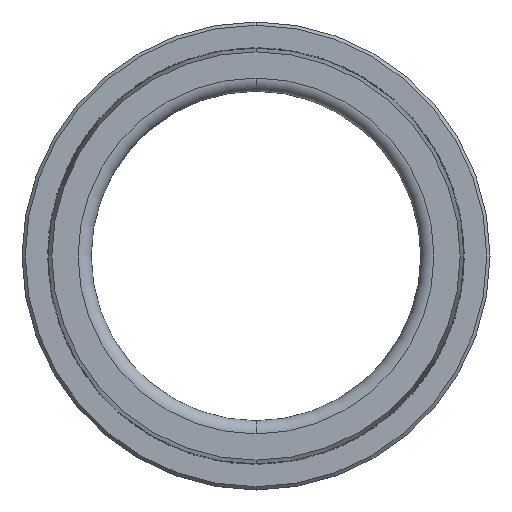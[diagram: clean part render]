
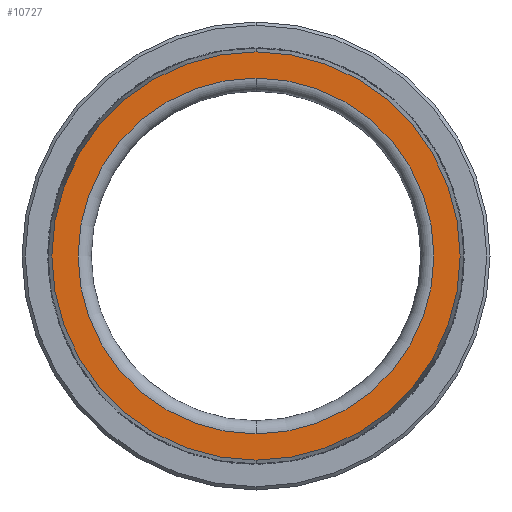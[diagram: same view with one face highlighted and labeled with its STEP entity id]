
A CAD part, front view. The second image highlights one B-rep face of the part: STEP entity #10727.
In plain terms, the highlighted planar face has unit normal (0, -1, 0).
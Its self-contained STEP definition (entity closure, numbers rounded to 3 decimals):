
#190 = FACE_BOUND ( 'NONE', #9647, .T. ) ;
#205 = EDGE_CURVE ( 'NONE', #9829, #5455, #1741, .T. ) ;
#611 = ORIENTED_EDGE ( 'NONE', *, *, #205, .T. ) ;
#888 = DIRECTION ( 'NONE',  ( 0., -1., 0. ) ) ;
#1054 = CARTESIAN_POINT ( 'NONE',  ( 0., -18.071, -30.975 ) ) ;
#1070 = DIRECTION ( 'NONE',  ( 0., -1., 0. ) ) ;
#1129 = CIRCLE ( 'NONE', #7473, 30.975 ) ;
#1345 = DIRECTION ( 'NONE',  ( 0., 0., -1. ) ) ;
#1446 = DIRECTION ( 'NONE',  ( 0., -1., 0. ) ) ;
#1741 = CIRCLE ( 'NONE', #4310, 30.975 ) ;
#2231 = DIRECTION ( 'NONE',  ( 0., -1., 0. ) ) ;
#2362 = CIRCLE ( 'NONE', #7329, 27. ) ;
#2371 = DIRECTION ( 'NONE',  ( 0., 0., -1. ) ) ;
#2961 = AXIS2_PLACEMENT_3D ( 'NONE', #4880, #8492, #10149 ) ;
#4197 = CARTESIAN_POINT ( 'NONE',  ( 0., -18.071, -27. ) ) ;
#4304 = CIRCLE ( 'NONE', #2961, 27. ) ;
#4310 = AXIS2_PLACEMENT_3D ( 'NONE', #9873, #888, #6286 ) ;
#4748 = DIRECTION ( 'NONE',  ( 0., 0., -1. ) ) ;
#4880 = CARTESIAN_POINT ( 'NONE',  ( 0., -18.071, 0. ) ) ;
#5009 = FACE_OUTER_BOUND ( 'NONE', #5435, .T. ) ;
#5435 = EDGE_LOOP ( 'NONE', ( #611, #10818 ) ) ;
#5455 = VERTEX_POINT ( 'NONE', #1054 ) ;
#5650 = CARTESIAN_POINT ( 'NONE',  ( 0., -18.071, 0. ) ) ;
#5804 = EDGE_CURVE ( 'NONE', #5455, #9829, #1129, .T. ) ;
#5938 = CARTESIAN_POINT ( 'NONE',  ( 0., -18.071, 0. ) ) ;
#6010 = VERTEX_POINT ( 'NONE', #9149 ) ;
#6286 = DIRECTION ( 'NONE',  ( 0., 0., -1. ) ) ;
#7329 = AXIS2_PLACEMENT_3D ( 'NONE', #5650, #1070, #4748 ) ;
#7380 = ORIENTED_EDGE ( 'NONE', *, *, #7694, .F. ) ;
#7447 = VERTEX_POINT ( 'NONE', #4197 ) ;
#7473 = AXIS2_PLACEMENT_3D ( 'NONE', #5938, #1446, #2371 ) ;
#7607 = CARTESIAN_POINT ( 'NONE',  ( 27., -18.071, 0. ) ) ;
#7694 = EDGE_CURVE ( 'NONE', #6010, #7447, #4304, .T. ) ;
#7888 = AXIS2_PLACEMENT_3D ( 'NONE', #7607, #2231, #1345 ) ;
#8294 = EDGE_CURVE ( 'NONE', #7447, #6010, #2362, .T. ) ;
#8311 = PLANE ( 'NONE',  #7888 ) ;
#8492 = DIRECTION ( 'NONE',  ( 0., -1., 0. ) ) ;
#8799 = ORIENTED_EDGE ( 'NONE', *, *, #8294, .F. ) ;
#9149 = CARTESIAN_POINT ( 'NONE',  ( 0., -18.071, 27. ) ) ;
#9647 = EDGE_LOOP ( 'NONE', ( #8799, #7380 ) ) ;
#9829 = VERTEX_POINT ( 'NONE', #10639 ) ;
#9873 = CARTESIAN_POINT ( 'NONE',  ( 0., -18.071, 0. ) ) ;
#10149 = DIRECTION ( 'NONE',  ( 0., 0., -1. ) ) ;
#10639 = CARTESIAN_POINT ( 'NONE',  ( 0., -18.071, 30.975 ) ) ;
#10727 = ADVANCED_FACE ( 'NONE', ( #5009, #190 ), #8311, .T. ) ;
#10818 = ORIENTED_EDGE ( 'NONE', *, *, #5804, .T. ) ;
